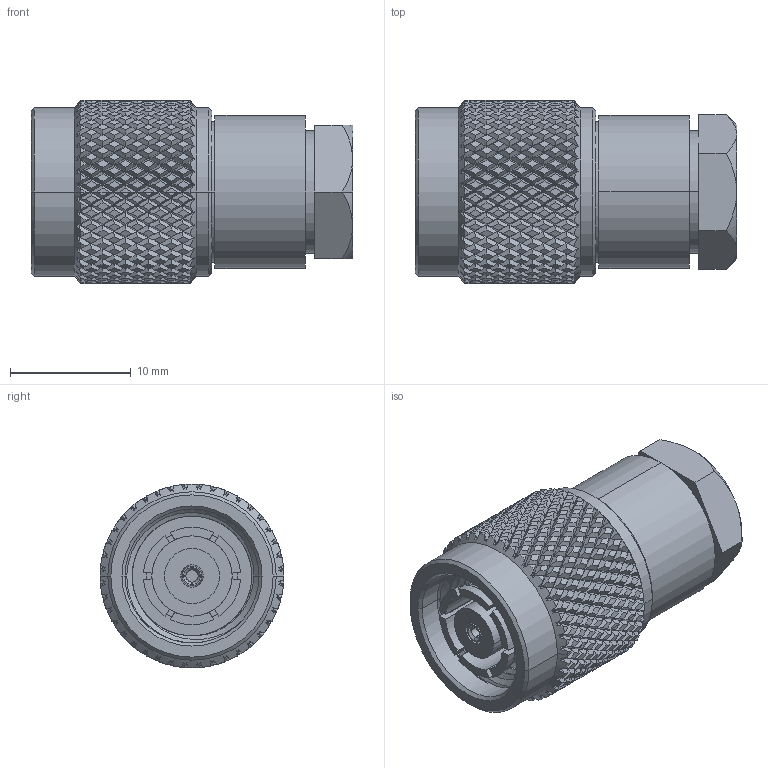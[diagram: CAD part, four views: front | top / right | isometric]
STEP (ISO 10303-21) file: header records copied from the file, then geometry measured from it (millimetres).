
FILE_DESCRIPTION (( 'STEP AP203' ), '1' );
FILE_NAME ('FMCN1874_3D.STEP', '2022-02-21T22:54:56', ( '' ), ( '' ), 'SwSTEP 2.0', 'SolidWorks 2021', '' );
FILE_SCHEMA (( 'CONFIG_CONTROL_DESIGN' ));
Products named in the file (1): FMCN1874_3D
Bounding box: 26.67 x 15.24 x 15.24 mm (x, y, z)
Volume: 3104.4 mm3; surface area: 3154.6 mm2
Topology: 1 solids, 1 shells, 2520 faces, 5281 edges, 2775 vertices
Faces by surface type: bspline 1923, cylinder 501, plane 57, cone 37, torus 2
Entity records: 103545 total; most frequent: CARTESIAN_POINT 71317, ORIENTED_EDGE 10562, EDGE_CURVE 5281, VERTEX_POINT 2775, EDGE_LOOP 2532, ADVANCED_FACE 2520, FACE_OUTER_BOUND 2520, B_SPLINE_CURVE_WITH_KNOTS 2332
